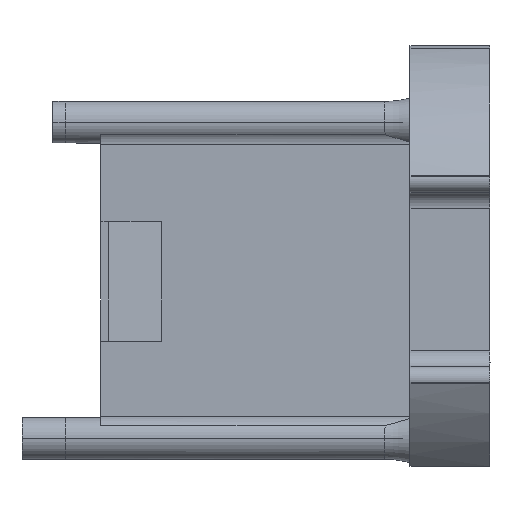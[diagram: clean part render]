
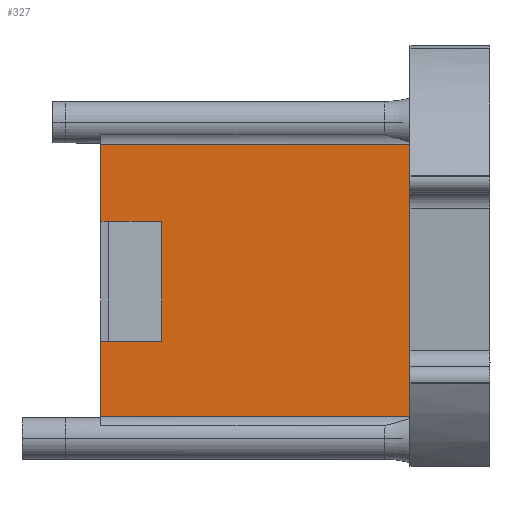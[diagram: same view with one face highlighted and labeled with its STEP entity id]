
A CAD part, left-side view. The second image highlights one B-rep face of the part: STEP entity #327.
In plain terms, the highlighted planar face has unit normal (-1, 0, 0).
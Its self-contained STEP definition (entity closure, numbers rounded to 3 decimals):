
#327=ADVANCED_FACE('',(#613),#2813,.T.);
#613=FACE_OUTER_BOUND('',#909,.F.);
#909=EDGE_LOOP('',(#1912,#1913,#1914,#1915,#1916,#1917,#1918,#1919));
#1912=ORIENTED_EDGE('',*,*,#3759,.F.);
#1913=ORIENTED_EDGE('',*,*,#3754,.T.);
#1914=ORIENTED_EDGE('',*,*,#3193,.T.);
#1915=ORIENTED_EDGE('',*,*,#3194,.F.);
#1916=ORIENTED_EDGE('',*,*,#3195,.T.);
#1917=ORIENTED_EDGE('',*,*,#3758,.T.);
#1918=ORIENTED_EDGE('',*,*,#3757,.T.);
#1919=ORIENTED_EDGE('',*,*,#3424,.F.);
#2813=PLANE('',#6183);
#3193=EDGE_CURVE('',#5719,#5718,#4029,.T.);
#3194=EDGE_CURVE('',#5717,#5718,#4030,.T.);
#3195=EDGE_CURVE('',#5717,#5716,#4031,.T.);
#3424=EDGE_CURVE('',#5511,#5515,#4206,.T.);
#3754=EDGE_CURVE('',#5308,#5719,#4415,.T.);
#3757=EDGE_CURVE('',#5306,#5515,#4418,.T.);
#3758=EDGE_CURVE('',#5716,#5306,#4419,.T.);
#3759=EDGE_CURVE('',#5308,#5511,#4420,.T.);
#4029=LINE('',#8517,#4622);
#4030=LINE('',#8518,#4623);
#4031=LINE('',#8519,#4624);
#4206=LINE('',#9142,#4799);
#4415=LINE('',#9509,#5008);
#4418=LINE('',#9512,#5011);
#4419=LINE('',#9513,#5012);
#4420=LINE('',#9514,#5013);
#4622=VECTOR('',#6374,7.624);
#4623=VECTOR('',#6375,15.);
#4624=VECTOR('',#6376,7.624);
#4799=VECTOR('',#6623,33.959);
#5008=VECTOR('',#7064,9.353);
#5011=VECTOR('',#7067,38.675);
#5012=VECTOR('',#7068,9.606);
#5013=VECTOR('',#7069,38.675);
#5306=VERTEX_POINT('',#8096);
#5308=VERTEX_POINT('',#8098);
#5511=VERTEX_POINT('',#8301);
#5515=VERTEX_POINT('',#8305);
#5716=VERTEX_POINT('',#8506);
#5717=VERTEX_POINT('',#8507);
#5718=VERTEX_POINT('',#8508);
#5719=VERTEX_POINT('',#8509);
#6183=AXIS2_PLACEMENT_3D('',#9903,#7604,#7605);
#6374=DIRECTION('',(0.,-1.,0.));
#6375=DIRECTION('',(0.,0.,-1.));
#6376=DIRECTION('',(0.,1.,0.));
#6623=DIRECTION('',(0.,0.,1.));
#7064=DIRECTION('',(0.,0.,1.));
#7067=DIRECTION('',(0.,-1.,0.));
#7068=DIRECTION('',(0.,0.,1.));
#7069=DIRECTION('',(0.,-1.,0.));
#7604=DIRECTION('',(-1.,0.,0.));
#7605=DIRECTION('',(0.,1.,0.));
#8096=CARTESIAN_POINT('',(-21.425,30.655,41.209));
#8098=CARTESIAN_POINT('',(-21.425,30.655,7.25));
#8301=CARTESIAN_POINT('',(-21.425,-8.021,
7.25));
#8305=CARTESIAN_POINT('',(-21.425,-8.021,41.209));
#8506=CARTESIAN_POINT('',(-21.425,30.655,31.603));
#8507=CARTESIAN_POINT('',(-21.425,23.03,31.603));
#8508=CARTESIAN_POINT('',(-21.425,23.03,16.603));
#8509=CARTESIAN_POINT('',(-21.425,30.655,16.603));
#8517=CARTESIAN_POINT('',(-21.425,30.655,16.603));
#8518=CARTESIAN_POINT('',(-21.425,23.03,31.603));
#8519=CARTESIAN_POINT('',(-21.425,23.03,31.603));
#9142=CARTESIAN_POINT('',(-21.425,-8.021,
7.25));
#9509=CARTESIAN_POINT('',(-21.425,30.655,7.25));
#9512=CARTESIAN_POINT('',(-21.425,30.655,41.209));
#9513=CARTESIAN_POINT('',(-21.425,30.655,31.603));
#9514=CARTESIAN_POINT('',(-21.425,30.655,7.25));
#9903=CARTESIAN_POINT('',(-21.425,-8.407,
42.541));
